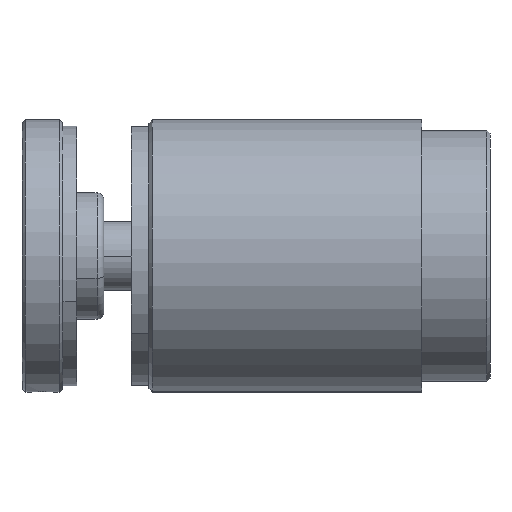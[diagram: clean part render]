
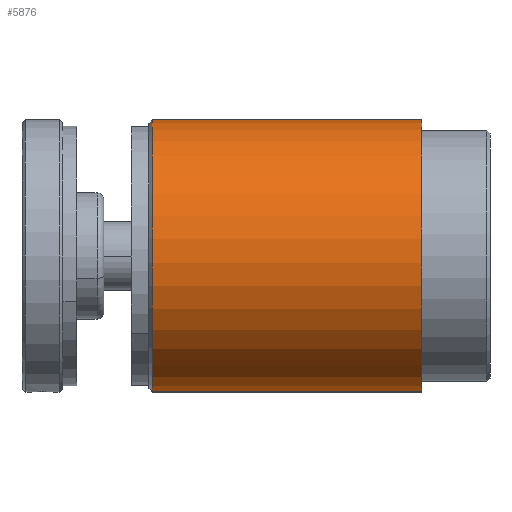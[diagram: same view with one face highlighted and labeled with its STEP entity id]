
A CAD part, left-side view. The second image highlights one B-rep face of the part: STEP entity #5876.
In plain terms, the highlighted cylindrical face has radius 20 mm (diameter 40 mm), a partial arc.
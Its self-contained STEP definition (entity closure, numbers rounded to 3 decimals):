
#32 = DIRECTION ( 'NONE',  ( 0., -1., 0. ) ) ;
#145 = CARTESIAN_POINT ( 'NONE',  ( 0., -10., 20. ) ) ;
#343 = ORIENTED_EDGE ( 'NONE', *, *, #3740, .T. ) ;
#509 = CARTESIAN_POINT ( 'NONE',  ( 0., -0.5, -20. ) ) ;
#659 = EDGE_CURVE ( 'NONE', #2680, #2798, #5503, .T. ) ;
#715 = VERTEX_POINT ( 'NONE', #5931 ) ;
#1050 = CARTESIAN_POINT ( 'NONE',  ( 0., -10., -20. ) ) ;
#1349 = CARTESIAN_POINT ( 'NONE',  ( 0., -40., 0. ) ) ;
#1372 = ORIENTED_EDGE ( 'NONE', *, *, #659, .T. ) ;
#1861 = EDGE_CURVE ( 'NONE', #2680, #715, #2568, .T. ) ;
#1910 = EDGE_LOOP ( 'NONE', ( #2826, #1372, #343, #4080 ) ) ;
#2092 = DIRECTION ( 'NONE',  ( 0., -1., 0. ) ) ;
#2553 = FACE_OUTER_BOUND ( 'NONE', #1910, .T. ) ;
#2568 = LINE ( 'NONE', #145, #6170 ) ;
#2645 = AXIS2_PLACEMENT_3D ( 'NONE', #3874, #32, #5815 ) ;
#2659 = AXIS2_PLACEMENT_3D ( 'NONE', #4670, #2761, #4202 ) ;
#2680 = VERTEX_POINT ( 'NONE', #4869 ) ;
#2761 = DIRECTION ( 'NONE',  ( 0., -1., 0. ) ) ;
#2798 = VERTEX_POINT ( 'NONE', #509 ) ;
#2826 = ORIENTED_EDGE ( 'NONE', *, *, #1861, .F. ) ;
#2840 = AXIS2_PLACEMENT_3D ( 'NONE', #1349, #4661, #3806 ) ;
#3740 = EDGE_CURVE ( 'NONE', #2798, #4176, #5400, .T. ) ;
#3781 = CARTESIAN_POINT ( 'NONE',  ( 0., -40., -20. ) ) ;
#3806 = DIRECTION ( 'NONE',  ( 0., 0., -1. ) ) ;
#3874 = CARTESIAN_POINT ( 'NONE',  ( 0., -10., 0. ) ) ;
#4080 = ORIENTED_EDGE ( 'NONE', *, *, #6172, .F. ) ;
#4176 = VERTEX_POINT ( 'NONE', #3781 ) ;
#4202 = DIRECTION ( 'NONE',  ( 0., 0., -1. ) ) ;
#4327 = VECTOR ( 'NONE', #5855, 1000. ) ;
#4661 = DIRECTION ( 'NONE',  ( 0., -1., 0. ) ) ;
#4670 = CARTESIAN_POINT ( 'NONE',  ( 0., -0.5, 0. ) ) ;
#4869 = CARTESIAN_POINT ( 'NONE',  ( 0., -0.5, 20. ) ) ;
#4872 = CIRCLE ( 'NONE', #2840, 20. ) ;
#4880 = CYLINDRICAL_SURFACE ( 'NONE', #2645, 20. ) ;
#5400 = LINE ( 'NONE', #1050, #4327 ) ;
#5503 = CIRCLE ( 'NONE', #2659, 20. ) ;
#5815 = DIRECTION ( 'NONE',  ( 0., 0., -1. ) ) ;
#5855 = DIRECTION ( 'NONE',  ( 0., -1., 0. ) ) ;
#5876 = ADVANCED_FACE ( 'NONE', ( #2553 ), #4880, .T. ) ;
#5931 = CARTESIAN_POINT ( 'NONE',  ( 0., -40., 20. ) ) ;
#6170 = VECTOR ( 'NONE', #2092, 1000. ) ;
#6172 = EDGE_CURVE ( 'NONE', #715, #4176, #4872, .T. ) ;
